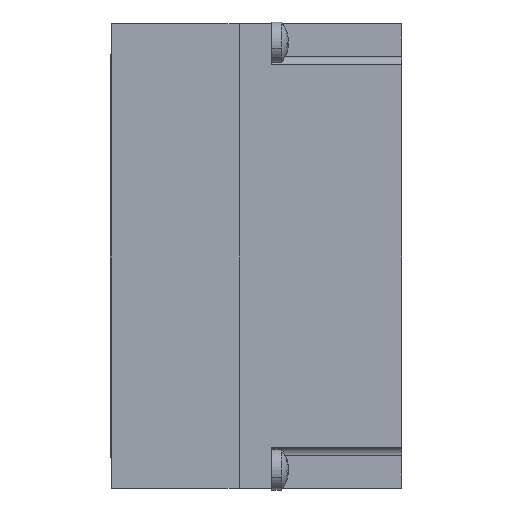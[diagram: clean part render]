
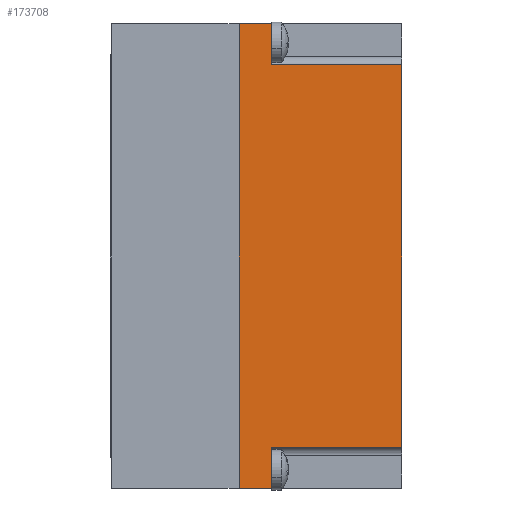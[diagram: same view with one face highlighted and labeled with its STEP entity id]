
A CAD part, left-side view. The second image highlights one B-rep face of the part: STEP entity #173708.
In plain terms, the highlighted planar face has unit normal (-1, 0, 0).
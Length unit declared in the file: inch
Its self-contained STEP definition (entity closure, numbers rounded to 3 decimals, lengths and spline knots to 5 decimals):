
#2251 = DIRECTION ( 'NONE',  ( 1., 0., 0. ) ) ;
#3484 = CARTESIAN_POINT ( 'NONE',  ( -2.25197, -0.77559, -2.25197 ) ) ;
#7971 = ORIENTED_EDGE ( 'NONE', *, *, #65117, .T. ) ;
#16665 = VERTEX_POINT ( 'NONE', #3484 ) ;
#20068 = PLANE ( 'NONE',  #191961 ) ;
#23075 = CARTESIAN_POINT ( 'NONE',  ( -2.25197, -1.40551, -2.25197 ) ) ;
#24402 = VECTOR ( 'NONE', #95961, 39.37008 ) ;
#24676 = VECTOR ( 'NONE', #184499, 39.37008 ) ;
#26892 = ORIENTED_EDGE ( 'NONE', *, *, #153419, .F. ) ;
#26998 = VERTEX_POINT ( 'NONE', #211438 ) ;
#30623 = CARTESIAN_POINT ( 'NONE',  ( -2.25197, -0.61811, 0. ) ) ;
#32733 = LINE ( 'NONE', #232165, #211293 ) ;
#39435 = CARTESIAN_POINT ( 'NONE',  ( -2.25197, -0.77559, -2.05315 ) ) ;
#40306 = VECTOR ( 'NONE', #229575, 39.37008 ) ;
#41130 = CARTESIAN_POINT ( 'NONE',  ( -2.25197, -0.77559, -2.25197 ) ) ;
#44647 = EDGE_CURVE ( 'NONE', #16665, #194248, #74350, .T. ) ;
#47551 = LINE ( 'NONE', #83284, #128838 ) ;
#48497 = CARTESIAN_POINT ( 'NONE',  ( -2.25197, -0.61811, -2.25197 ) ) ;
#56680 = VERTEX_POINT ( 'NONE', #30623 ) ;
#58789 = CARTESIAN_POINT ( 'NONE',  ( -2.25197, -1.40551, 0. ) ) ;
#58901 = LINE ( 'NONE', #186780, #24402 ) ;
#63427 = LINE ( 'NONE', #58789, #101195 ) ;
#63618 = CARTESIAN_POINT ( 'NONE',  ( -2.25197, -0.77559, 0. ) ) ;
#65117 = EDGE_CURVE ( 'NONE', #56680, #194248, #47551, .T. ) ;
#66072 = VERTEX_POINT ( 'NONE', #39435 ) ;
#69119 = EDGE_LOOP ( 'NONE', ( #26892, #132741, #76274, #7971, #78997, #87421, #222321, #84547 ) ) ;
#74350 = LINE ( 'NONE', #23075, #229337 ) ;
#76274 = ORIENTED_EDGE ( 'NONE', *, *, #142953, .T. ) ;
#78997 = ORIENTED_EDGE ( 'NONE', *, *, #44647, .F. ) ;
#82179 = CARTESIAN_POINT ( 'NONE',  ( -2.25197, -1.40551, -0.19882 ) ) ;
#83284 = CARTESIAN_POINT ( 'NONE',  ( -2.25197, -0.61811, 0. ) ) ;
#84547 = ORIENTED_EDGE ( 'NONE', *, *, #204439, .F. ) ;
#87421 = ORIENTED_EDGE ( 'NONE', *, *, #103253, .F. ) ;
#93552 = DIRECTION ( 'NONE',  ( 0., 1., 0. ) ) ;
#95961 = DIRECTION ( 'NONE',  ( 0., 0., -1. ) ) ;
#96048 = LINE ( 'NONE', #41130, #24676 ) ;
#101195 = VECTOR ( 'NONE', #204447, 39.37008 ) ;
#103253 = EDGE_CURVE ( 'NONE', #66072, #16665, #96048, .T. ) ;
#105623 = DIRECTION ( 'NONE',  ( 0., 0., -1. ) ) ;
#113082 = VERTEX_POINT ( 'NONE', #63618 ) ;
#128838 = VECTOR ( 'NONE', #156294, 39.37008 ) ;
#132741 = ORIENTED_EDGE ( 'NONE', *, *, #229191, .F. ) ;
#142953 = EDGE_CURVE ( 'NONE', #113082, #56680, #63427, .T. ) ;
#153419 = EDGE_CURVE ( 'NONE', #235513, #171524, #227257, .T. ) ;
#156294 = DIRECTION ( 'NONE',  ( 0., 0., -1. ) ) ;
#165879 = FACE_OUTER_BOUND ( 'NONE', #69119, .T. ) ;
#171524 = VERTEX_POINT ( 'NONE', #82179 ) ;
#173708 = ADVANCED_FACE ( 'NONE', ( #165879 ), #20068, .F. ) ;
#184499 = DIRECTION ( 'NONE',  ( 0., 0., -1. ) ) ;
#186780 = CARTESIAN_POINT ( 'NONE',  ( -2.25197, -0.77559, 0. ) ) ;
#189792 = EDGE_CURVE ( 'NONE', #66072, #26998, #213122, .T. ) ;
#190316 = CARTESIAN_POINT ( 'NONE',  ( -2.25197, -0.33694, -0.19882 ) ) ;
#191961 = AXIS2_PLACEMENT_3D ( 'NONE', #221780, #2251, #203883 ) ;
#192951 = CARTESIAN_POINT ( 'NONE',  ( -2.25197, -0.33694, -2.05315 ) ) ;
#194248 = VERTEX_POINT ( 'NONE', #48497 ) ;
#195275 = DIRECTION ( 'NONE',  ( 0., -1., 0. ) ) ;
#202002 = CARTESIAN_POINT ( 'NONE',  ( -2.25197, -0.77559, -0.19882 ) ) ;
#203883 = DIRECTION ( 'NONE',  ( 0., 0., -1. ) ) ;
#204439 = EDGE_CURVE ( 'NONE', #171524, #26998, #32733, .T. ) ;
#204447 = DIRECTION ( 'NONE',  ( 0., 1., 0. ) ) ;
#211293 = VECTOR ( 'NONE', #105623, 39.37008 ) ;
#211438 = CARTESIAN_POINT ( 'NONE',  ( -2.25197, -1.40551, -2.05315 ) ) ;
#213122 = LINE ( 'NONE', #192951, #223790 ) ;
#221780 = CARTESIAN_POINT ( 'NONE',  ( -2.25197, -1.40551, 0. ) ) ;
#222321 = ORIENTED_EDGE ( 'NONE', *, *, #189792, .T. ) ;
#223790 = VECTOR ( 'NONE', #195275, 39.37008 ) ;
#227257 = LINE ( 'NONE', #190316, #40306 ) ;
#229191 = EDGE_CURVE ( 'NONE', #113082, #235513, #58901, .T. ) ;
#229337 = VECTOR ( 'NONE', #93552, 39.37008 ) ;
#229575 = DIRECTION ( 'NONE',  ( 0., -1., 0. ) ) ;
#232165 = CARTESIAN_POINT ( 'NONE',  ( -2.25197, -1.40551, 0. ) ) ;
#235513 = VERTEX_POINT ( 'NONE', #202002 ) ;
